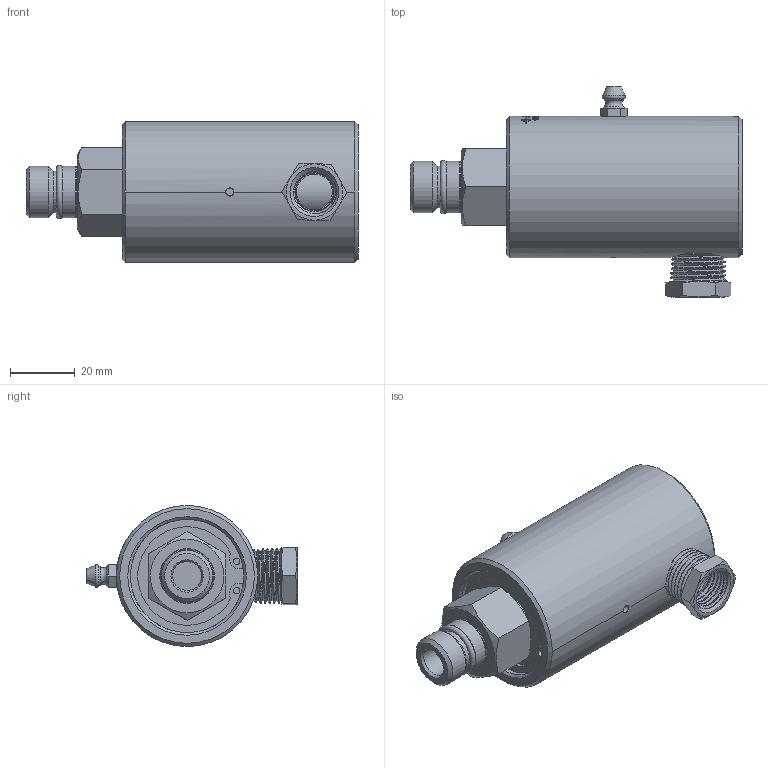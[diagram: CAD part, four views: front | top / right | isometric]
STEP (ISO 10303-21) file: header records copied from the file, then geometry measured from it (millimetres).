
FILE_DESCRIPTION(/* description */ (''),/* implementation_level */ '2;1');
FILE_NAME(/* name */ '1115-241-430-IC.stp',/* time_stamp */ '2020-05-14T10:51:35-05:00',/* author */ ('moorera'),/* organization */ (''),/* preprocessor_version */ 'ST-DEVELOPER v18.1',/* originating_system */ 'Autodesk Inventor 2020',/* authorisation */ '');
FILE_SCHEMA (('AUTOMOTIVE_DESIGN { 1 0 10303 214 3 1 1 }'));
Products named in the file (1): 1115-241-430-IC
Bounding box: 102.79 x 65.02 x 43.7 mm (x, y, z)
Volume: 114683.2 mm3; surface area: 20345.4 mm2
Topology: 2 solids, 3 shells, 424 faces, 1125 edges, 747 vertices
Faces by surface type: bspline 161, plane 154, cylinder 59, cone 45, torus 5
Full cylindrical faces by diameter (mm): 1.981 x2, 2.5 x1, 5.359 x1, 9 x1, 11.071 x1, 12.95 x1, 13.889 x1, 15.968 x1, 16.025 x1, 19.84 x1, 35.08 x1, 37.25 x1
Entity records: 54613 total; most frequent: CARTESIAN_POINT 44680, ORIENTED_EDGE 2250, DIRECTION 1667, EDGE_CURVE 1125, VERTEX_POINT 747, AXIS2_PLACEMENT_3D 618, EDGE_LOOP 470, LINE 431
